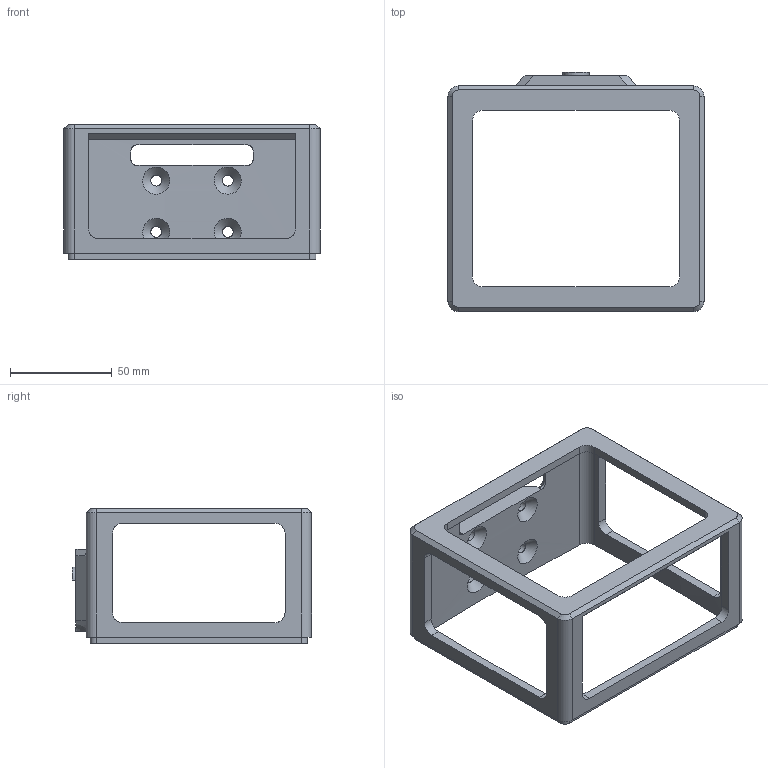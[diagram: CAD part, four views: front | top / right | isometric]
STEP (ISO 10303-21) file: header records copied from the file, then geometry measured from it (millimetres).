
FILE_DESCRIPTION(/* description */ ('STEP AP242','CAx-IF Rec.Pracs.---Representation and Presentation of Product Manufacturing Information (PMI)---4.0---2014-10-13','CAx-IF Rec.Pracs.---3D Tessellated Geometry---0.4---2014-09-14','2;1'),/* implementation_level */ '2;1');
FILE_NAME(/* name */ '6884d4d38a826669769f7aa9',/* time_stamp */ '2025-07-26T13:15:00Z',/* author */ (''),/* organization */ (''),/* preprocessor_version */ 'ST-DEVELOPER v20',/* originating_system */ 'ONSHAPE BY PTC INC, 1.201',/* authorisation */ ' ');
FILE_SCHEMA (('AP242_MANAGED_MODEL_BASED_3D_ENGINEERING_MIM_LF { 1 0 10303 442 1 1 4 }'));
Length unit declared in the file: metre
Products named in the file (1): basket_body
Bounding box: 125.6 x 117.3 x 65.85 mm (x, y, z)
Volume: 87848.3 mm3; surface area: 45863.4 mm2
Topology: 1 solids, 1 shells, 118 faces, 312 edges, 202 vertices
Faces by surface type: plane 56, cylinder 46, cone 10, bspline 6
Full cylindrical faces by diameter (mm): 2.7 x4, 5.3 x4
Entity records: 4168 total; most frequent: CARTESIAN_POINT 1259, ORIENTED_EDGE 592, DIRECTION 582, EDGE_CURVE 296, AXIS2_PLACEMENT_3D 207, VERTEX_POINT 198, LINE 168, VECTOR 168
